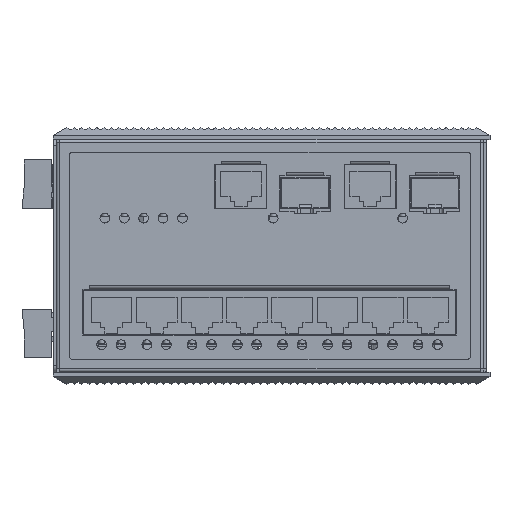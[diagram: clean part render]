
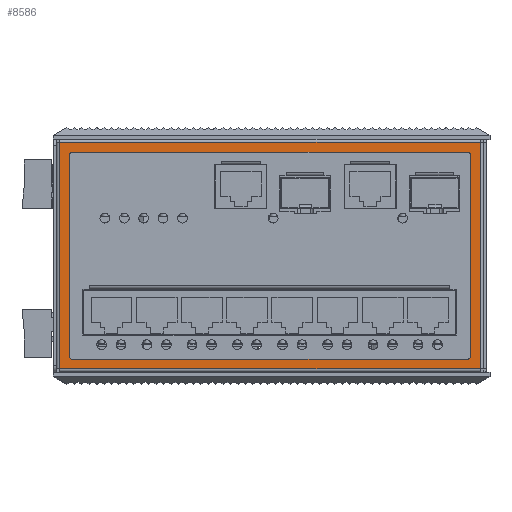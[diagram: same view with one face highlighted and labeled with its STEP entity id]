
A CAD part, top view. The second image highlights one B-rep face of the part: STEP entity #8586.
In plain terms, the highlighted planar face has unit normal (0, 0, 1).
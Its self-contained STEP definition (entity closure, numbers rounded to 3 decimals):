
#1903=DIRECTION('',(-1.,0.,0.));
#1904=VECTOR('',#1903,130.);
#1905=CARTESIAN_POINT('',(64.,0.,52.));
#1906=LINE('',#1905,#1904);
#1911=CARTESIAN_POINT('',(-62.,66.,52.));
#1912=DIRECTION('',(0.,0.,-1.));
#1913=DIRECTION('',(-1.,0.,0.));
#1914=AXIS2_PLACEMENT_3D('',#1911,#1912,#1913);
#1916=DIRECTION('',(0.,1.,0.));
#1917=VECTOR('',#1916,62.);
#1918=CARTESIAN_POINT('',(-63.,4.,52.));
#1919=LINE('',#1918,#1917);
#1920=CARTESIAN_POINT('',(-62.,4.,52.));
#1921=DIRECTION('',(0.,0.,-1.));
#1922=DIRECTION('',(0.,-1.,0.));
#1923=AXIS2_PLACEMENT_3D('',#1920,#1921,#1922);
#1925=DIRECTION('',(-1.,0.,0.));
#1926=VECTOR('',#1925,122.);
#1927=CARTESIAN_POINT('',(60.,3.,52.));
#1928=LINE('',#1927,#1926);
#1929=CARTESIAN_POINT('',(60.,4.,52.));
#1930=DIRECTION('',(0.,0.,-1.));
#1931=DIRECTION('',(1.,0.,0.));
#1932=AXIS2_PLACEMENT_3D('',#1929,#1930,#1931);
#1934=DIRECTION('',(0.,-1.,0.));
#1935=VECTOR('',#1934,62.);
#1936=CARTESIAN_POINT('',(61.,66.,52.));
#1937=LINE('',#1936,#1935);
#1938=CARTESIAN_POINT('',(60.,66.,52.));
#1939=DIRECTION('',(0.,0.,-1.));
#1940=DIRECTION('',(0.,1.,0.));
#1941=AXIS2_PLACEMENT_3D('',#1938,#1939,#1940);
#1943=DIRECTION('',(1.,0.,0.));
#1944=VECTOR('',#1943,122.);
#1945=CARTESIAN_POINT('',(-62.,67.,52.));
#1946=LINE('',#1945,#1944);
#1951=DIRECTION('',(0.,1.,0.));
#1952=VECTOR('',#1951,70.);
#1953=CARTESIAN_POINT('',(-66.,0.,52.));
#1954=LINE('',#1953,#1952);
#4041=DIRECTION('',(1.,0.,0.));
#4042=VECTOR('',#4041,130.);
#4043=CARTESIAN_POINT('',(-66.,70.,52.));
#4044=LINE('',#4043,#4042);
#4069=DIRECTION('',(0.,-1.,0.));
#4070=VECTOR('',#4069,70.);
#4071=CARTESIAN_POINT('',(64.,70.,52.));
#4072=LINE('',#4071,#4070);
#4947=CARTESIAN_POINT('',(64.,0.,52.));
#4948=VERTEX_POINT('',#4947);
#4949=CARTESIAN_POINT('',(-66.,0.,52.));
#4950=VERTEX_POINT('',#4949);
#5066=CARTESIAN_POINT('',(64.,70.,52.));
#5067=VERTEX_POINT('',#5066);
#5068=CARTESIAN_POINT('',(-66.,70.,52.));
#5069=VERTEX_POINT('',#5068);
#5132=CARTESIAN_POINT('',(-63.,4.,52.));
#5134=VERTEX_POINT('',#5132);
#5186=CARTESIAN_POINT('',(-63.,66.,52.));
#5187=CARTESIAN_POINT('',(-62.,67.,52.));
#5188=VERTEX_POINT('',#5186);
#5189=VERTEX_POINT('',#5187);
#5254=CARTESIAN_POINT('',(60.,67.,52.));
#5255=VERTEX_POINT('',#5254);
#5258=CARTESIAN_POINT('',(-62.,3.,52.));
#5259=VERTEX_POINT('',#5258);
#5316=CARTESIAN_POINT('',(61.,66.,52.));
#5317=VERTEX_POINT('',#5316);
#5360=CARTESIAN_POINT('',(61.,4.,52.));
#5361=VERTEX_POINT('',#5360);
#5362=CARTESIAN_POINT('',(60.,3.,52.));
#5363=VERTEX_POINT('',#5362);
#8554=CARTESIAN_POINT('',(-67.,0.,52.));
#8555=DIRECTION('',(0.,0.,-1.));
#8556=DIRECTION('',(-1.,0.,0.));
#8557=AXIS2_PLACEMENT_3D('',#8554,#8555,#8556);
#8558=PLANE('',#8557);
#8559=ORIENTED_EDGE('',*,*,#8547,.T.);
#8561=ORIENTED_EDGE('',*,*,#8560,.T.);
#8563=ORIENTED_EDGE('',*,*,#8562,.T.);
#8565=ORIENTED_EDGE('',*,*,#8564,.T.);
#8566=EDGE_LOOP('',(#8559,#8561,#8563,#8565));
#8567=FACE_OUTER_BOUND('',#8566,.F.);
#8569=ORIENTED_EDGE('',*,*,#8568,.F.);
#8571=ORIENTED_EDGE('',*,*,#8570,.F.);
#8573=ORIENTED_EDGE('',*,*,#8572,.F.);
#8575=ORIENTED_EDGE('',*,*,#8574,.F.);
#8577=ORIENTED_EDGE('',*,*,#8576,.F.);
#8579=ORIENTED_EDGE('',*,*,#8578,.F.);
#8581=ORIENTED_EDGE('',*,*,#8580,.F.);
#8583=ORIENTED_EDGE('',*,*,#8582,.F.);
#8584=EDGE_LOOP('',(#8569,#8571,#8573,#8575,#8577,#8579,#8581,#8583));
#8585=FACE_BOUND('',#8584,.F.);
#8586=ADVANCED_FACE('',(#8567,#8585),#8558,.F.);
#1915=CIRCLE('',#1914,1.);
#1924=CIRCLE('',#1923,1.);
#1933=CIRCLE('',#1932,1.);
#1942=CIRCLE('',#1941,1.);
#8547=EDGE_CURVE('',#4948,#4950,#1906,.T.);
#8560=EDGE_CURVE('',#4950,#5069,#1954,.T.);
#8562=EDGE_CURVE('',#5069,#5067,#4044,.T.);
#8564=EDGE_CURVE('',#5067,#4948,#4072,.T.);
#8568=EDGE_CURVE('',#5188,#5189,#1915,.T.);
#8570=EDGE_CURVE('',#5134,#5188,#1919,.T.);
#8572=EDGE_CURVE('',#5259,#5134,#1924,.T.);
#8574=EDGE_CURVE('',#5363,#5259,#1928,.T.);
#8576=EDGE_CURVE('',#5361,#5363,#1933,.T.);
#8578=EDGE_CURVE('',#5317,#5361,#1937,.T.);
#8580=EDGE_CURVE('',#5255,#5317,#1942,.T.);
#8582=EDGE_CURVE('',#5189,#5255,#1946,.T.);
